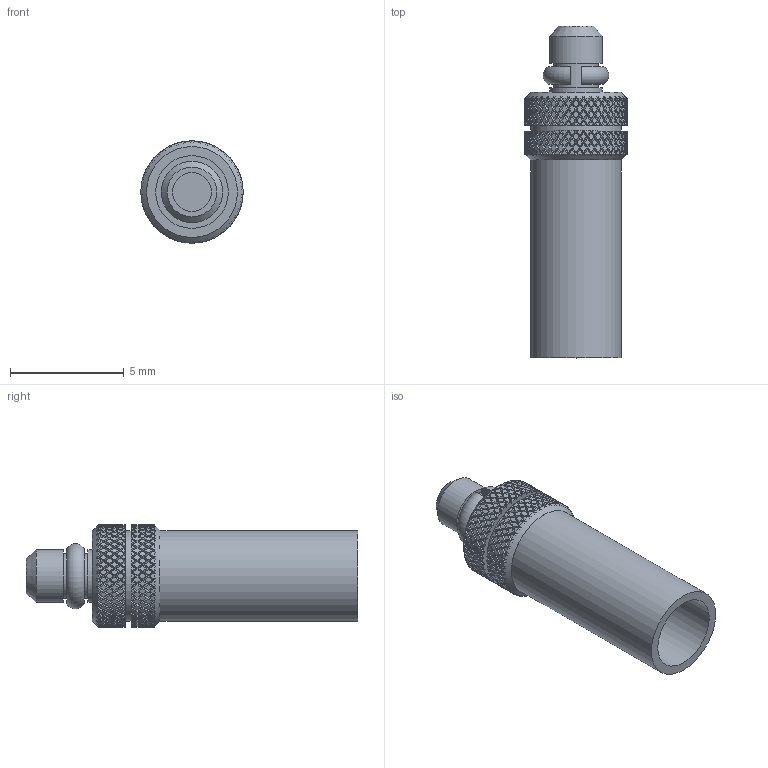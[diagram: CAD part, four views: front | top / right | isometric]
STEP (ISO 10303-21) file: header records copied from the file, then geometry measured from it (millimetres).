
FILE_DESCRIPTION (( 'STEP AP203' ), '1' );
FILE_NAME ('PE4896_3D.step', '2021-01-08T22:31:38', ( '' ), ( '' ), 'SwSTEP 2.0', 'SolidWorks 2018', '' );
FILE_SCHEMA (( 'CONFIG_CONTROL_DESIGN' ));
Products named in the file (1): PE4896_3D
Bounding box: 4.5 x 14.61 x 4.5 mm (x, y, z)
Volume: 111.4 mm3; surface area: 410.4 mm2
Topology: 3 solids, 3 shells, 2512 faces, 5386 edges, 2889 vertices
Faces by surface type: bspline 2016, cylinder 473, plane 17, cone 5, torus 1
Full cylindrical faces by diameter (mm): 0.508 x1, 1.3 x1, 1.7 x1, 1.945 x1, 2.312 x2, 2.7 x1, 3.2 x1, 3.988 x1, 4 x1
Entity records: 89445 total; most frequent: CARTESIAN_POINT 57495, ORIENTED_EDGE 10742, EDGE_CURVE 5371, VERTEX_POINT 2889, EDGE_LOOP 2538, FACE_OUTER_BOUND 2522, ADVANCED_FACE 2512, B_SPLINE_CURVE_WITH_KNOTS 2480
